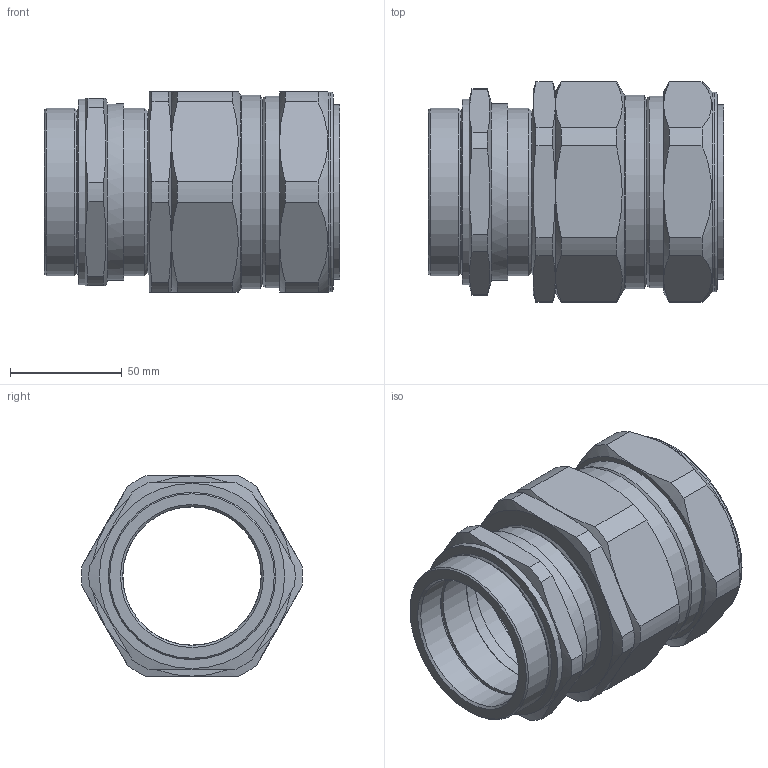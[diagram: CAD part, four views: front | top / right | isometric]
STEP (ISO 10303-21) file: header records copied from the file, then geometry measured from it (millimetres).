
FILE_DESCRIPTION (( 'STEP AP203' ), '1' );
FILE_NAME ('75SE1FW1RA.STEP', '2019-10-09T09:20:33', ( '' ), ( '' ), 'SwSTEP 2.0', 'SolidWorks 2017', '' );
FILE_SCHEMA (( 'CONFIG_CONTROL_DESIGN' ));
Length unit declared in the file: millimetre
Products named in the file (1): 75SE1FW1RA
Bounding box: 132.36 x 98.95 x 90 mm (x, y, z)
Surface area: 85670.2 mm2 (no closed solid volume)
Topology: 0 solids, 12 shells, 116 faces, 448 edges, 344 vertices
Faces by surface type: cylinder 41, plane 36, cone 34, torus 5
Full cylindrical faces by diameter (mm): 62 x1, 62.1 x2, 67.8 x1, 72.1 x1, 72.2 x1, 72.6 x1, 72.971 x1, 75 x2, 78.23 x1, 79 x1, 83 x1, 83.291 x1, 85.7 x1, 86.7 x1, 89.5 x1
Entity records: 6148 total; most frequent: CARTESIAN_POINT 2781, DIRECTION 600, ORIENTED_EDGE 588, EDGE_CURVE 386, VERTEX_POINT 332, AXIS2_PLACEMENT_3D 241, EDGE_LOOP 196, B_SPLINE_CURVE_WITH_KNOTS 144
